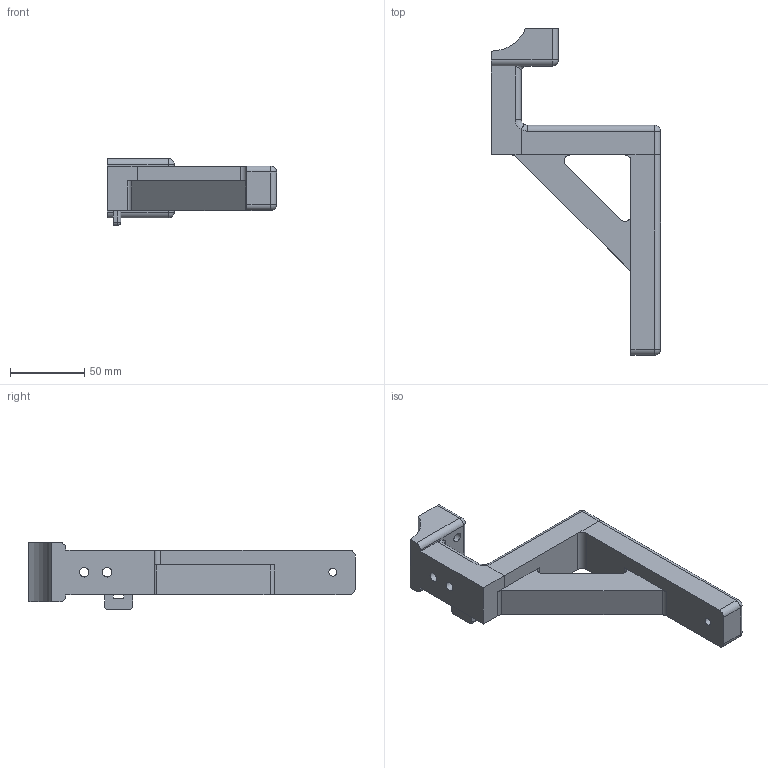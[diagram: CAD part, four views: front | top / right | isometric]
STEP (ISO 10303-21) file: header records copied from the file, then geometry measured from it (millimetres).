
FILE_DESCRIPTION(('FreeCAD Model'),'2;1');
FILE_NAME( 'drzak_solar_pravy_vodorovne.step', '2021-02-23T17:55:37',('Author'),(''), 'Open CASCADE STEP processor 7.3','FreeCAD','Unknown');
FILE_SCHEMA(('AUTOMOTIVE_DESIGN { 1 0 10303 214 1 1 1 1 }'));
Length unit declared in the file: millimetre
Products named in the file (1): Fillet020
Bounding box: 114 x 220 x 45 mm (x, y, z)
Volume: 240763.2 mm3; surface area: 42466.1 mm2
Topology: 1 solids, 1 shells, 93 faces, 249 edges, 144 vertices
Faces by surface type: plane 39, cylinder 37, sphere 8, bspline 7, torus 2
Full cylindrical faces by diameter (mm): 5.3 x1, 6.4 x4
Entity records: 6765 total; most frequent: CARTESIAN_POINT 2130, DIRECTION 818, LINE 487, VECTOR 487, ORIENTED_EDGE 478, PCURVE 478, DEFINITIONAL_REPRESENTATION 478, EDGE_CURVE 239
